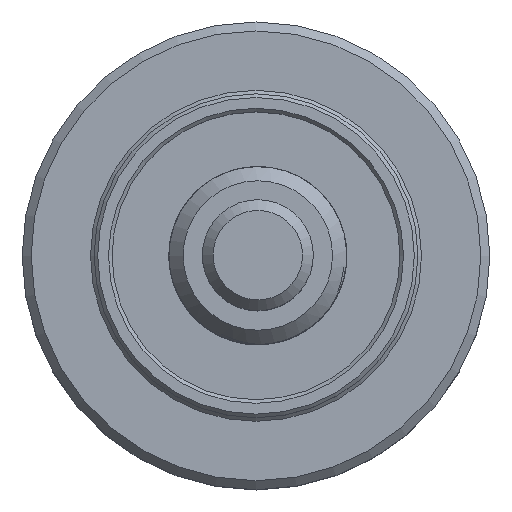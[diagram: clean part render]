
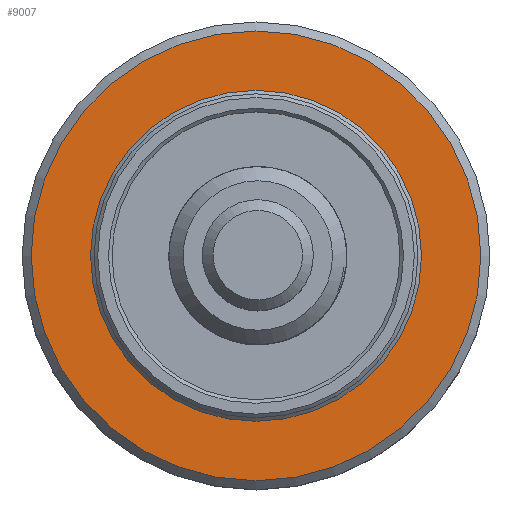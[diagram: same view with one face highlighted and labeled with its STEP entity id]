
A CAD part, top view. The second image highlights one B-rep face of the part: STEP entity #9007.
In plain terms, the highlighted planar face has unit normal (0, 0, 1).
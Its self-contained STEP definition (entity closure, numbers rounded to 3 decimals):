
#152=FACE_BOUND('',#1369,.T.);
#155=PLANE('',#9701);
#746=FACE_OUTER_BOUND('',#1368,.T.);
#1368=EDGE_LOOP('',(#6448));
#1369=EDGE_LOOP('',(#6449));
#4421=CIRCLE('',#9700,9.2);
#4422=CIRCLE('',#9702,12.5);
#4444=VERTEX_POINT('',#12884);
#4445=VERTEX_POINT('',#12888);
#5152=EDGE_CURVE('',#4444,#4444,#4421,.T.);
#5154=EDGE_CURVE('',#4445,#4445,#4422,.T.);
#6448=ORIENTED_EDGE('',*,*,#5154,.F.);
#6449=ORIENTED_EDGE('',*,*,#5152,.F.);
#9007=ADVANCED_FACE('',(#746,#152),#155,.T.);
#9700=AXIS2_PLACEMENT_3D('',#12885,#10371,#10372);
#9701=AXIS2_PLACEMENT_3D('',#12887,#10374,#10375);
#9702=AXIS2_PLACEMENT_3D('',#12889,#10376,#10377);
#10371=DIRECTION('center_axis',(0.,0.,1.));
#10372=DIRECTION('ref_axis',(-1.,0.,0.));
#10374=DIRECTION('center_axis',(0.,0.,1.));
#10375=DIRECTION('ref_axis',(1.,0.,0.));
#10376=DIRECTION('center_axis',(0.,0.,-1.));
#10377=DIRECTION('ref_axis',(1.,0.,0.));
#12884=CARTESIAN_POINT('',(9.2,0.,10.));
#12885=CARTESIAN_POINT('Origin',(0.,0.,10.));
#12887=CARTESIAN_POINT('Origin',(0.,0.,10.));
#12888=CARTESIAN_POINT('',(-12.5,0.,10.));
#12889=CARTESIAN_POINT('Origin',(0.,0.,10.));
